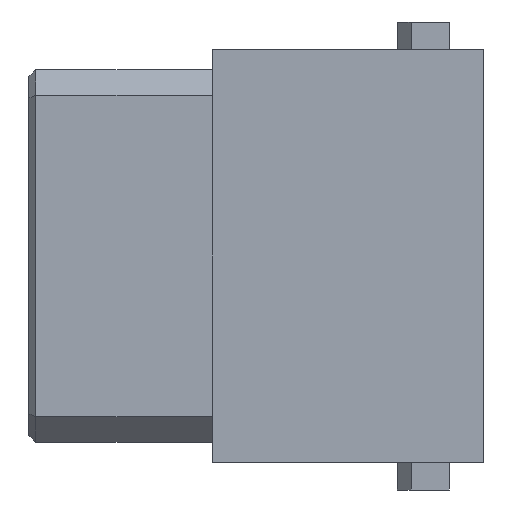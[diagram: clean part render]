
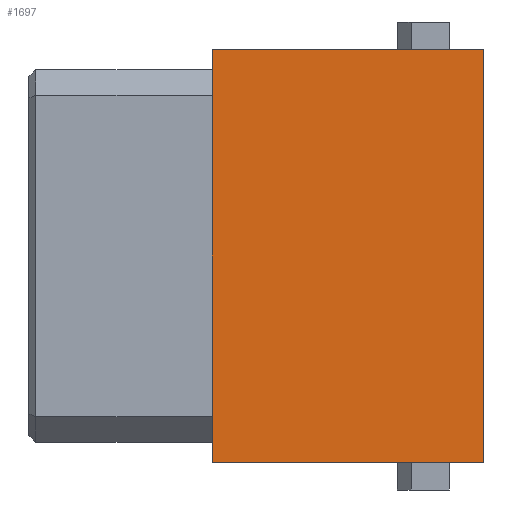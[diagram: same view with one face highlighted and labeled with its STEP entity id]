
A CAD part, left-side view. The second image highlights one B-rep face of the part: STEP entity #1697.
In plain terms, the highlighted planar face has unit normal (-1, 0, 0).
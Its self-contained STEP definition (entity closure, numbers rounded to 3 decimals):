
#1697=ADVANCED_FACE('',(#2137),#1940,.T.);
#1940=PLANE('',#7025);
#2137=FACE_OUTER_BOUND('',#2679,.T.);
#2679=EDGE_LOOP('',(#3928,#3929,#3930,#3931));
#3928=ORIENTED_EDGE('',*,*,#5310,.T.);
#3929=ORIENTED_EDGE('',*,*,#5309,.T.);
#3930=ORIENTED_EDGE('',*,*,#5306,.T.);
#3931=ORIENTED_EDGE('',*,*,#5311,.F.);
#4621=VERTEX_POINT('',#10398);
#4623=VERTEX_POINT('',#10402);
#4624=VERTEX_POINT('',#10406);
#4626=VERTEX_POINT('',#10412);
#5306=EDGE_CURVE('',#4621,#4623,#5810,.T.);
#5309=EDGE_CURVE('',#4624,#4621,#5813,.T.);
#5310=EDGE_CURVE('',#4626,#4624,#5814,.T.);
#5311=EDGE_CURVE('',#4626,#4623,#5815,.T.);
#5810=LINE('',#10403,#6310);
#5813=LINE('',#10409,#6313);
#5814=LINE('',#10411,#6314);
#5815=LINE('',#10413,#6315);
#6310=VECTOR('',#8540,1.);
#6313=VECTOR('',#8545,1.);
#6314=VECTOR('',#8548,1.);
#6315=VECTOR('',#8549,1.);
#7025=AXIS2_PLACEMENT_3D('',#10414,#8550,#8551);
#8540=DIRECTION('',(0.,0.,1.));
#8545=DIRECTION('',(0.,-1.,0.));
#8548=DIRECTION('',(0.,0.,-1.));
#8549=DIRECTION('',(0.,-1.,0.));
#8550=DIRECTION('',(-1.,0.,0.));
#8551=DIRECTION('',(0.,0.,-1.));
#10398=CARTESIAN_POINT('',(-7.325,-17.8,-15.15));
#10402=CARTESIAN_POINT('',(-7.325,-17.8,15.15));
#10403=CARTESIAN_POINT('',(-7.325,-17.8,-15.15));
#10406=CARTESIAN_POINT('',(-7.325,2.1,-15.15));
#10409=CARTESIAN_POINT('',(-7.325,2.1,-15.15));
#10411=CARTESIAN_POINT('',(-7.325,2.1,15.15));
#10412=CARTESIAN_POINT('',(-7.325,2.1,15.15));
#10413=CARTESIAN_POINT('',(-7.325,2.1,15.15));
#10414=CARTESIAN_POINT('',(-7.325,2.65,15.15));
